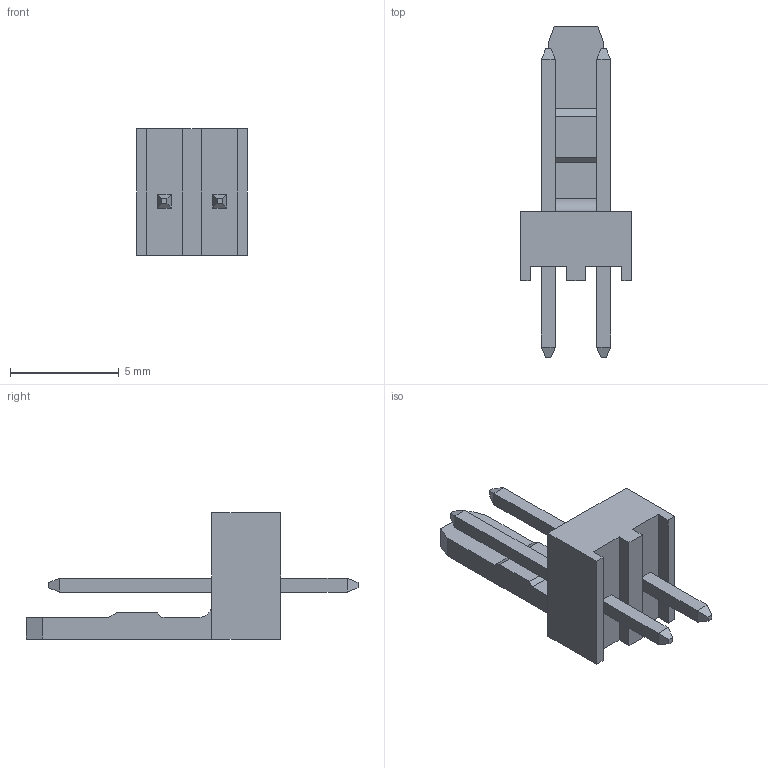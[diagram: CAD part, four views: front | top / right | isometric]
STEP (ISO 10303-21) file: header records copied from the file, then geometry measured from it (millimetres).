
FILE_DESCRIPTION(/* description */ (''),/* implementation_level */ '2;1');
FILE_NAME(/* name */ 'EXCON-251202HA054.stp',/* time_stamp */ '2023-10-23T10:04:19-03:00',/* author */ ('rogerio.marcondeli'),/* organization */ (''),/* preprocessor_version */ 'ST-DEVELOPER v18.1',/* originating_system */ 'Autodesk Inventor 2022',/* authorisation */ '');
FILE_SCHEMA (('AUTOMOTIVE_DESIGN { 1 0 10303 214 3 1 1 }'));
Length unit declared in the file: millimetre
Products named in the file (1): Conector Molex 22-27-2021
Bounding box: 5.08 x 15.26 x 5.8 mm (x, y, z)
Volume: 112.6 mm3; surface area: 255.7 mm2
Topology: 1 solids, 1 shells, 61 faces, 149 edges, 94 vertices
Faces by surface type: plane 60, cylinder 1
Entity records: 1859 total; most frequent: CARTESIAN_POINT 305, ORIENTED_EDGE 298, DIRECTION 275, EDGE_CURVE 149, LINE 147, VECTOR 147, VERTEX_POINT 94, EDGE_LOOP 65
